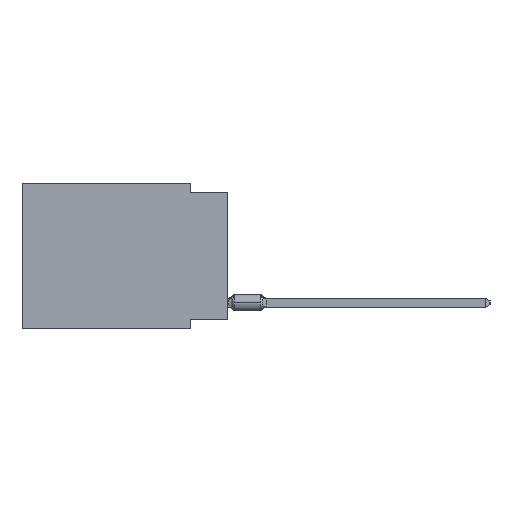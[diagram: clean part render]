
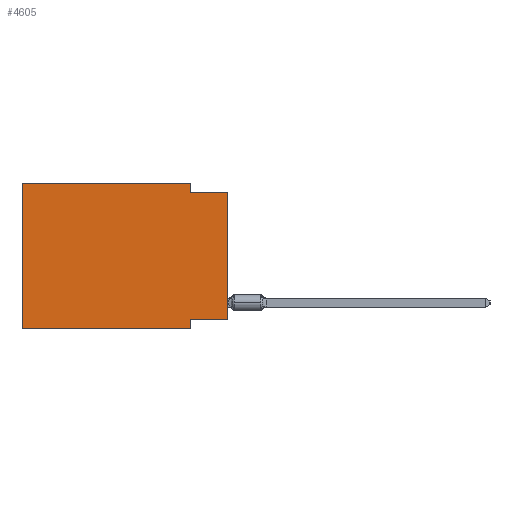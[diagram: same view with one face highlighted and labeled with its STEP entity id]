
A CAD part, left-side view. The second image highlights one B-rep face of the part: STEP entity #4605.
In plain terms, the highlighted planar face has unit normal (-1, 0, 0).
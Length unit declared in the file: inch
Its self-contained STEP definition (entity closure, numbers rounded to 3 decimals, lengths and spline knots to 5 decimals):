
#729 = VECTOR ( 'NONE', #30754, 39.37008 ) ;
#833 = EDGE_CURVE ( 'NONE', #55442, #65700, #47873, .T. ) ;
#4605 = ADVANCED_FACE ( 'NONE', ( #6908 ), #48116, .F. ) ;
#4782 = DIRECTION ( 'NONE',  ( 0., -1., 0. ) ) ;
#4958 = DIRECTION ( 'NONE',  ( 0., -1., 0. ) ) ;
#5437 = CARTESIAN_POINT ( 'NONE',  ( 0., 0., -0.025 ) ) ;
#6338 = CARTESIAN_POINT ( 'NONE',  ( 0., 0.55, 0. ) ) ;
#6811 = DIRECTION ( 'NONE',  ( 0., 0., -1. ) ) ;
#6908 = FACE_OUTER_BOUND ( 'NONE', #43176, .T. ) ;
#7520 = EDGE_CURVE ( 'NONE', #65700, #44576, #17515, .T. ) ;
#9654 = CARTESIAN_POINT ( 'NONE',  ( 0., 0., -0.365 ) ) ;
#16638 = DIRECTION ( 'NONE',  ( 0., 0., 1. ) ) ;
#16996 = CARTESIAN_POINT ( 'NONE',  ( 0., 0.55, 0. ) ) ;
#17515 = LINE ( 'NONE', #21554, #38660 ) ;
#17631 = ORIENTED_EDGE ( 'NONE', *, *, #19342, .T. ) ;
#18027 = VECTOR ( 'NONE', #18212, 39.37008 ) ;
#18212 = DIRECTION ( 'NONE',  ( 0., 0., 1. ) ) ;
#18287 = CARTESIAN_POINT ( 'NONE',  ( 0., 0.1, -0.025 ) ) ;
#19196 = VECTOR ( 'NONE', #49108, 39.37008 ) ;
#19342 = EDGE_CURVE ( 'NONE', #49881, #52731, #28260, .T. ) ;
#20675 = CARTESIAN_POINT ( 'NONE',  ( 0., 0.55, -0.39 ) ) ;
#21554 = CARTESIAN_POINT ( 'NONE',  ( 0., 0.1, 0. ) ) ;
#23042 = DIRECTION ( 'NONE',  ( 0., -1., 0. ) ) ;
#26964 = VERTEX_POINT ( 'NONE', #30565 ) ;
#28260 = LINE ( 'NONE', #32973, #18027 ) ;
#28650 = LINE ( 'NONE', #38379, #19196 ) ;
#29045 = EDGE_CURVE ( 'NONE', #49881, #59668, #65257, .T. ) ;
#30565 = CARTESIAN_POINT ( 'NONE',  ( 0., 0.1, -0.39 ) ) ;
#30754 = DIRECTION ( 'NONE',  ( 0., 1., 0. ) ) ;
#32973 = CARTESIAN_POINT ( 'NONE',  ( 0., 0., 0. ) ) ;
#34495 = EDGE_CURVE ( 'NONE', #44576, #52731, #50677, .T. ) ;
#36719 = CARTESIAN_POINT ( 'NONE',  ( 0., 0.55, 0. ) ) ;
#37072 = CARTESIAN_POINT ( 'NONE',  ( 0., 0.55, 0. ) ) ;
#38379 = CARTESIAN_POINT ( 'NONE',  ( 0., 0.1, -0.39 ) ) ;
#38660 = VECTOR ( 'NONE', #6811, 39.37008 ) ;
#40101 = ORIENTED_EDGE ( 'NONE', *, *, #833, .F. ) ;
#40833 = ORIENTED_EDGE ( 'NONE', *, *, #34495, .F. ) ;
#41091 = VECTOR ( 'NONE', #4958, 39.37008 ) ;
#41184 = VECTOR ( 'NONE', #4782, 39.37008 ) ;
#41284 = VECTOR ( 'NONE', #23042, 39.37008 ) ;
#41648 = CARTESIAN_POINT ( 'NONE',  ( 0., 0.55, -0.39 ) ) ;
#41859 = EDGE_CURVE ( 'NONE', #59668, #26964, #28650, .T. ) ;
#42093 = ORIENTED_EDGE ( 'NONE', *, *, #59278, .T. ) ;
#42439 = DIRECTION ( 'NONE',  ( 1., 0., 0. ) ) ;
#43068 = CARTESIAN_POINT ( 'NONE',  ( 0., 0., -0.025 ) ) ;
#43129 = AXIS2_PLACEMENT_3D ( 'NONE', #37072, #42439, #53137 ) ;
#43176 = EDGE_LOOP ( 'NONE', ( #17631, #40833, #48934, #40101, #47608, #42093, #57093, #52890 ) ) ;
#44576 = VERTEX_POINT ( 'NONE', #18287 ) ;
#47608 = ORIENTED_EDGE ( 'NONE', *, *, #49475, .F. ) ;
#47873 = LINE ( 'NONE', #6338, #41284 ) ;
#47907 = CARTESIAN_POINT ( 'NONE',  ( 0., 0.1, 0. ) ) ;
#48116 = PLANE ( 'NONE',  #43129 ) ;
#48934 = ORIENTED_EDGE ( 'NONE', *, *, #7520, .F. ) ;
#49108 = DIRECTION ( 'NONE',  ( 0., 0., -1. ) ) ;
#49475 = EDGE_CURVE ( 'NONE', #50443, #55442, #57504, .T. ) ;
#49881 = VERTEX_POINT ( 'NONE', #65255 ) ;
#50443 = VERTEX_POINT ( 'NONE', #41648 ) ;
#50677 = LINE ( 'NONE', #5437, #41184 ) ;
#51198 = CARTESIAN_POINT ( 'NONE',  ( 0., 0.1, -0.365 ) ) ;
#52731 = VERTEX_POINT ( 'NONE', #43068 ) ;
#52890 = ORIENTED_EDGE ( 'NONE', *, *, #29045, .F. ) ;
#53137 = DIRECTION ( 'NONE',  ( 0., 0., -1. ) ) ;
#55442 = VERTEX_POINT ( 'NONE', #16996 ) ;
#56208 = LINE ( 'NONE', #20675, #41091 ) ;
#57093 = ORIENTED_EDGE ( 'NONE', *, *, #41859, .F. ) ;
#57504 = LINE ( 'NONE', #36719, #65624 ) ;
#59278 = EDGE_CURVE ( 'NONE', #50443, #26964, #56208, .T. ) ;
#59668 = VERTEX_POINT ( 'NONE', #51198 ) ;
#65255 = CARTESIAN_POINT ( 'NONE',  ( 0., 0., -0.365 ) ) ;
#65257 = LINE ( 'NONE', #9654, #729 ) ;
#65624 = VECTOR ( 'NONE', #16638, 39.37008 ) ;
#65700 = VERTEX_POINT ( 'NONE', #47907 ) ;
